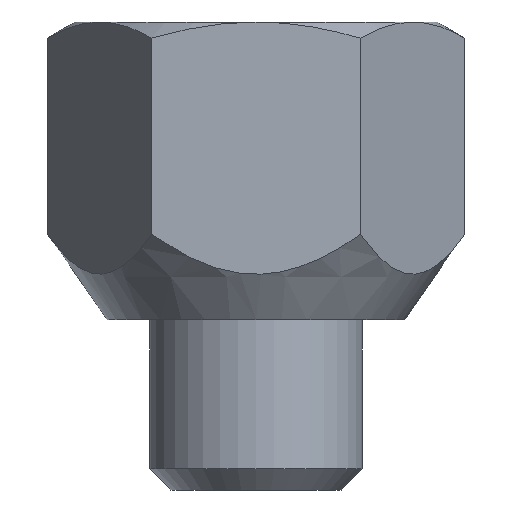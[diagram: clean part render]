
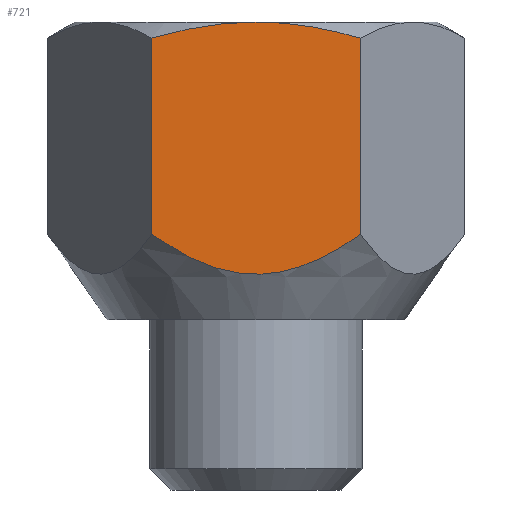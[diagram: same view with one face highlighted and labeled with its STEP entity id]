
A CAD part, left-side view. The second image highlights one B-rep face of the part: STEP entity #721.
In plain terms, the highlighted planar face has unit normal (-1, 0, 0).
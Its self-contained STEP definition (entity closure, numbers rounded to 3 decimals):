
#120=CARTESIAN_POINT('',(-8.5,0.0,22.0));
#121=VERTEX_POINT('',#120);
#473=CARTESIAN_POINT('',(-8.5,-4.907,21.241));
#474=VERTEX_POINT('',#473);
#489=CARTESIAN_POINT('',(-8.5,-4.907,21.241));
#490=CARTESIAN_POINT('',(-8.5,-2.278,22.));
#491=CARTESIAN_POINT('',(-8.5,0.0,22.0));
#499=(BOUNDED_CURVE()B_SPLINE_CURVE(2,(#489,#490,#491),.UNSPECIFIED.,.F.,.U.)B_SPLINE_CURVE_WITH_KNOTS((3,3),(0.182,0.707),.UNSPECIFIED.)CURVE()GEOMETRIC_REPRESENTATION_ITEM()RATIONAL_B_SPLINE_CURVE((1.027,1.052,1.0))REPRESENTATION_ITEM(''));
#500=EDGE_CURVE('',#474,#121,#499,.T.);
#510=CARTESIAN_POINT('',(-8.5,4.907,21.241));
#511=VERTEX_POINT('',#510);
#512=CARTESIAN_POINT('',(-8.5,0.0,22.0));
#513=CARTESIAN_POINT('',(-8.5,2.278,22.));
#514=CARTESIAN_POINT('',(-8.5,4.907,21.241));
#522=(BOUNDED_CURVE()B_SPLINE_CURVE(2,(#512,#513,#514),.UNSPECIFIED.,.F.,.U.)B_SPLINE_CURVE_WITH_KNOTS((3,3),(0.707,1.232),.UNSPECIFIED.)CURVE()GEOMETRIC_REPRESENTATION_ITEM()RATIONAL_B_SPLINE_CURVE((1.0,1.052,1.027))REPRESENTATION_ITEM(''));
#523=EDGE_CURVE('',#121,#511,#522,.T.);
#569=CARTESIAN_POINT('',(-8.5,4.907,12.02));
#570=VERTEX_POINT('',#569);
#629=CARTESIAN_POINT('',(-8.5,-4.907,12.02));
#630=VERTEX_POINT('',#629);
#644=CARTESIAN_POINT('',(-8.5,4.907,12.02));
#645=CARTESIAN_POINT('',(-8.5,0.,8.516));
#646=CARTESIAN_POINT('',(-8.5,-4.907,12.02));
#654=(BOUNDED_CURVE()B_SPLINE_CURVE(2,(#644,#645,#646),.UNSPECIFIED.,.F.,.U.)B_SPLINE_CURVE_WITH_KNOTS((3,3),(0.103,1.216),.UNSPECIFIED.)CURVE()GEOMETRIC_REPRESENTATION_ITEM()RATIONAL_B_SPLINE_CURVE((1.032,1.192,1.032))REPRESENTATION_ITEM(''));
#655=EDGE_CURVE('',#570,#630,#654,.T.);
#670=CARTESIAN_POINT('',(-8.5,-4.907,12.02));
#671=DIRECTION('',(0.0,0.0,1.0));
#672=VECTOR('',#671,9.221);
#673=LINE('',#670,#672);
#674=EDGE_CURVE('',#630,#474,#673,.T.);
#704=CARTESIAN_POINT('',(-8.5,0.,0.0));
#705=DIRECTION('',(-1.0,0.0,0.0));
#706=DIRECTION('',(0.0,0.0,1.0));
#707=AXIS2_PLACEMENT_3D('',#704,#705,#706);
#708=PLANE('',#707);
#709=ORIENTED_EDGE('',*,*,#500,.T.);
#710=ORIENTED_EDGE('',*,*,#523,.T.);
#711=CARTESIAN_POINT('',(-8.5,4.907,12.02));
#712=DIRECTION('',(0.0,0.0,1.0));
#713=VECTOR('',#712,9.221);
#714=LINE('',#711,#713);
#715=EDGE_CURVE('',#570,#511,#714,.T.);
#716=ORIENTED_EDGE('',*,*,#715,.F.);
#717=ORIENTED_EDGE('',*,*,#655,.T.);
#718=ORIENTED_EDGE('',*,*,#674,.T.);
#719=EDGE_LOOP('',(#709,#710,#716,#717,#718));
#720=FACE_OUTER_BOUND('',#719,.T.);
#721=ADVANCED_FACE('',(#720),#708,.T.);
